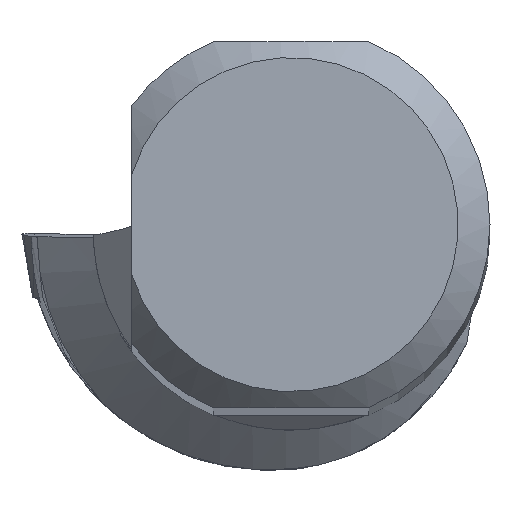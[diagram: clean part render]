
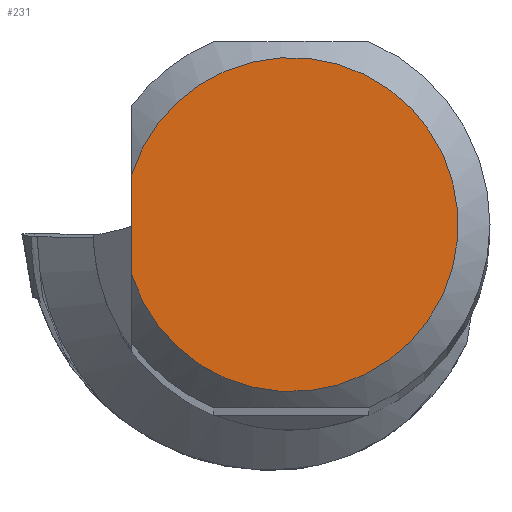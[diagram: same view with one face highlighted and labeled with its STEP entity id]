
A CAD part, top view. The second image highlights one B-rep face of the part: STEP entity #231.
In plain terms, the highlighted planar face has unit normal (0, 0, 1).
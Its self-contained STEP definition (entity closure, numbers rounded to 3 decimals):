
#179=FACE_OUTER_BOUND('',#480,.T.);
#231=ADVANCED_FACE('CU_SU_BP3',(#179),#268,.T.);
#268=PLANE('',#1185);
#320=LINE('',#1811,#392);
#392=VECTOR('',#1384,1.);
#480=EDGE_LOOP('',(#633,#634));
#633=ORIENTED_EDGE('',*,*,#972,.F.);
#634=ORIENTED_EDGE('',*,*,#973,.T.);
#858=VERTEX_POINT('',#1812);
#859=VERTEX_POINT('',#1813);
#972=EDGE_CURVE('',#858,#859,#320,.T.);
#973=EDGE_CURVE('',#858,#859,#1052,.T.);
#1052=CIRCLE('',#1184,10.491);
#1184=AXIS2_PLACEMENT_3D('',#1814,#1385,#1386);
#1185=AXIS2_PLACEMENT_3D('',#1815,#1387,#1388);
#1384=DIRECTION('',(0.,1.,0.));
#1385=DIRECTION('',(0.,0.,1.));
#1386=DIRECTION('',(1.,0.,0.));
#1387=DIRECTION('',(0.,0.,1.));
#1388=DIRECTION('',(1.,0.,0.));
#1811=CARTESIAN_POINT('',(-10.009,0.,0.));
#1812=CARTESIAN_POINT('',(-10.009,-3.145,0.));
#1813=CARTESIAN_POINT('',(-10.009,3.145,0.));
#1814=CARTESIAN_POINT('',(0.,0.,0.));
#1815=CARTESIAN_POINT('',(0.,0.,
0.));
